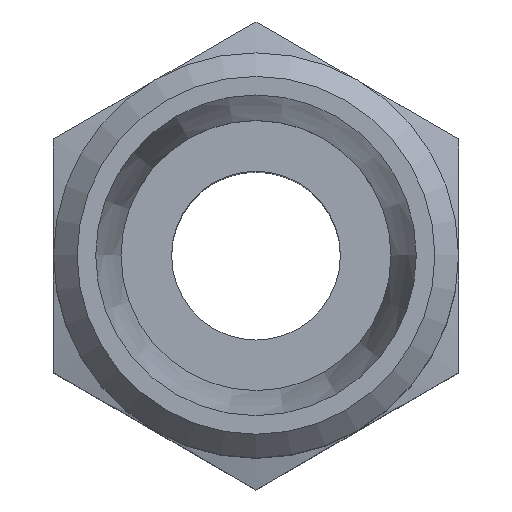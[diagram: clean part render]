
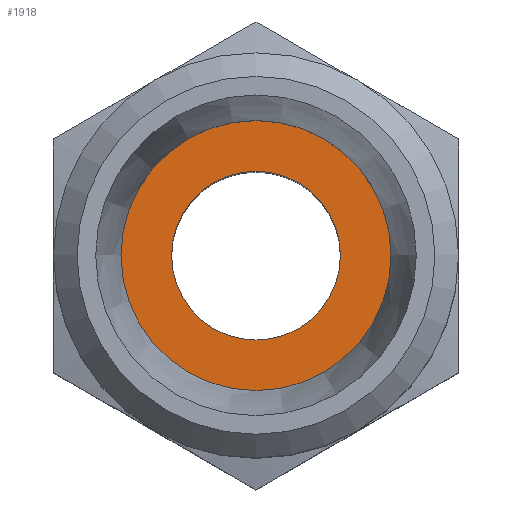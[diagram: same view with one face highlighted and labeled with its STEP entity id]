
A CAD part, top view. The second image highlights one B-rep face of the part: STEP entity #1918.
In plain terms, the highlighted planar face has unit normal (0, 0, 1).
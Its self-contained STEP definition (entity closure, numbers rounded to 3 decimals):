
#1121=CARTESIAN_POINT('',(-2.5,0.,16.5));
#1122=VERTEX_POINT('',#1121);
#1123=CARTESIAN_POINT('',(0.0,0.0,16.5));
#1124=DIRECTION('',(0.0,0.0,1.0));
#1125=DIRECTION('',(1.0,0.0,0.0));
#1126=AXIS2_PLACEMENT_3D('',#1123,#1124,#1125);
#1127=CIRCLE('',#1126,2.5);
#1128=EDGE_CURVE('',#1122,#1122,#1127,.T.);
#1899=CARTESIAN_POINT('',(0.0,0.0,16.5));
#1900=DIRECTION('',(0.0,0.0,1.0));
#1901=DIRECTION('',(1.0,0.0,0.0));
#1902=AXIS2_PLACEMENT_3D('',#1899,#1900,#1901);
#1903=PLANE('',#1902);
#1904=CARTESIAN_POINT('',(4.0,0.0,16.5));
#1905=VERTEX_POINT('',#1904);
#1906=CARTESIAN_POINT('',(0.0,0.0,16.5));
#1907=DIRECTION('',(0.0,0.0,1.0));
#1908=DIRECTION('',(1.0,0.0,0.0));
#1909=AXIS2_PLACEMENT_3D('',#1906,#1907,#1908);
#1910=CIRCLE('',#1909,4.0);
#1911=EDGE_CURVE('',#1905,#1905,#1910,.T.);
#1912=ORIENTED_EDGE('',*,*,#1911,.T.);
#1913=EDGE_LOOP('',(#1912));
#1914=FACE_OUTER_BOUND('',#1913,.T.);
#1915=ORIENTED_EDGE('',*,*,#1128,.F.);
#1916=EDGE_LOOP('',(#1915));
#1917=FACE_BOUND('',#1916,.T.);
#1918=ADVANCED_FACE('',(#1914,#1917),#1903,.T.);
